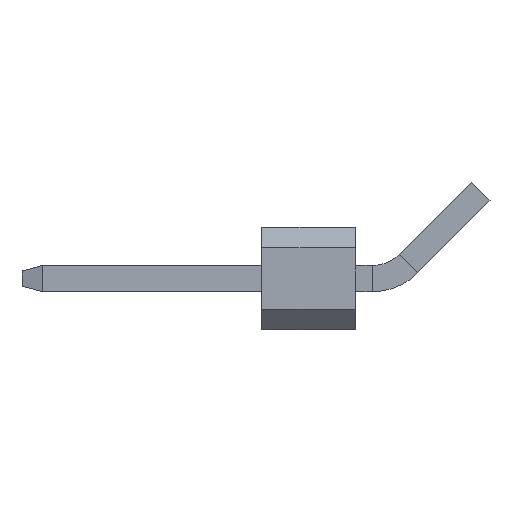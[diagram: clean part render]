
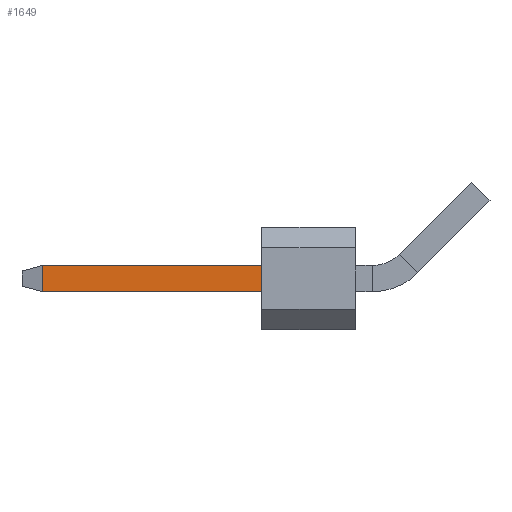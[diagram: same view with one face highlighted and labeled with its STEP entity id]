
A CAD part, left-side view. The second image highlights one B-rep face of the part: STEP entity #1649.
In plain terms, the highlighted planar face has unit normal (-1, 0, 0).
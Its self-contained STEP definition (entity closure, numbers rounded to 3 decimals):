
#101 = EDGE_CURVE ( 'NONE', #216, #6312, #3096, .T. ) ;
#216 = VERTEX_POINT ( 'NONE', #5735 ) ;
#467 = CARTESIAN_POINT ( 'NONE',  ( -0.32, 2.29, 0. ) ) ;
#532 = LINE ( 'NONE', #2831, #2641 ) ;
#908 = VECTOR ( 'NONE', #6654, 1000. ) ;
#1190 = PLANE ( 'NONE',  #1197 ) ;
#1197 = AXIS2_PLACEMENT_3D ( 'NONE', #6680, #6241, #1771 ) ;
#1649 = ADVANCED_FACE ( 'NONE', ( #6203 ), #1190, .F. ) ;
#1771 = DIRECTION ( 'NONE',  ( 0., 0., -1. ) ) ;
#1830 = CARTESIAN_POINT ( 'NONE',  ( -0.32, 7.63, 0.32 ) ) ;
#2190 = CARTESIAN_POINT ( 'NONE',  ( -0.32, 8.13, 0.32 ) ) ;
#2260 = VERTEX_POINT ( 'NONE', #1830 ) ;
#2641 = VECTOR ( 'NONE', #6195, 1000. ) ;
#2684 = DIRECTION ( 'NONE',  ( 0., -1., 0. ) ) ;
#2695 = DIRECTION ( 'NONE',  ( 0., 0., 1. ) ) ;
#2831 = CARTESIAN_POINT ( 'NONE',  ( -0.32, 7.63, -0.32 ) ) ;
#2986 = VECTOR ( 'NONE', #2695, 1000. ) ;
#3057 = VECTOR ( 'NONE', #2684, 1000. ) ;
#3096 = LINE ( 'NONE', #7046, #3057 ) ;
#3193 = EDGE_LOOP ( 'NONE', ( #6356, #6453, #3896, #4765 ) ) ;
#3386 = CARTESIAN_POINT ( 'NONE',  ( -0.32, 2.29, -0.32 ) ) ;
#3896 = ORIENTED_EDGE ( 'NONE', *, *, #101, .T. ) ;
#4125 = EDGE_CURVE ( 'NONE', #6312, #5294, #4245, .T. ) ;
#4245 = LINE ( 'NONE', #467, #2986 ) ;
#4322 = LINE ( 'NONE', #2190, #908 ) ;
#4454 = CARTESIAN_POINT ( 'NONE',  ( -0.32, 2.29, 0.32 ) ) ;
#4529 = EDGE_CURVE ( 'NONE', #2260, #216, #532, .T. ) ;
#4765 = ORIENTED_EDGE ( 'NONE', *, *, #4125, .T. ) ;
#5294 = VERTEX_POINT ( 'NONE', #4454 ) ;
#5735 = CARTESIAN_POINT ( 'NONE',  ( -0.32, 7.63, -0.32 ) ) ;
#6195 = DIRECTION ( 'NONE',  ( 0., 0., -1. ) ) ;
#6203 = FACE_OUTER_BOUND ( 'NONE', #3193, .T. ) ;
#6241 = DIRECTION ( 'NONE',  ( 1., 0., 0. ) ) ;
#6312 = VERTEX_POINT ( 'NONE', #3386 ) ;
#6356 = ORIENTED_EDGE ( 'NONE', *, *, #6710, .F. ) ;
#6453 = ORIENTED_EDGE ( 'NONE', *, *, #4529, .T. ) ;
#6654 = DIRECTION ( 'NONE',  ( 0., -1., 0. ) ) ;
#6680 = CARTESIAN_POINT ( 'NONE',  ( -0.32, 8.13, -0.32 ) ) ;
#6710 = EDGE_CURVE ( 'NONE', #2260, #5294, #4322, .T. ) ;
#7046 = CARTESIAN_POINT ( 'NONE',  ( -0.32, 8.13, -0.32 ) ) ;
